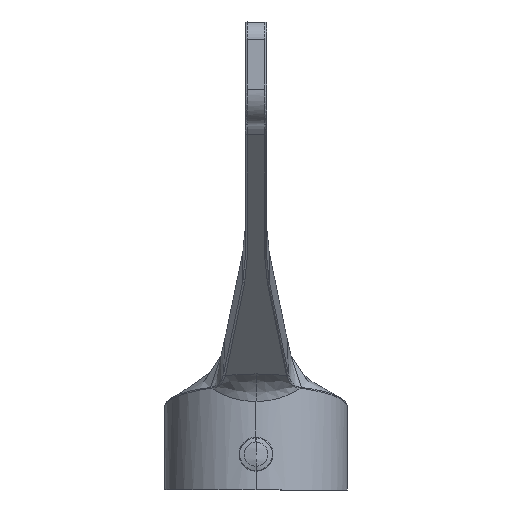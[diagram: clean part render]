
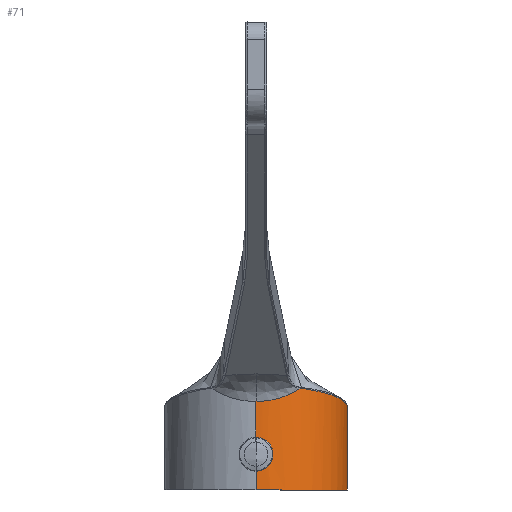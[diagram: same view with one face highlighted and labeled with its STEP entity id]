
A CAD part, front view. The second image highlights one B-rep face of the part: STEP entity #71.
In plain terms, the highlighted cylindrical face has radius 25.5 mm (diameter 51 mm), a partial arc.
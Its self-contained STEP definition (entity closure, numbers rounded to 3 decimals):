
#71=ADVANCED_FACE('',(#237),#2490,.T.);
#237=FACE_OUTER_BOUND('',#404,.T.);
#404=EDGE_LOOP('',(#740,#741,#742,#743,#744,#745,#746,#747,#748,#749));
#740=ORIENTED_EDGE('',*,*,#1438,.T.);
#741=ORIENTED_EDGE('',*,*,#1439,.T.);
#742=ORIENTED_EDGE('',*,*,#1440,.T.);
#743=ORIENTED_EDGE('',*,*,#1452,.T.);
#744=ORIENTED_EDGE('',*,*,#1441,.T.);
#745=ORIENTED_EDGE('',*,*,#1620,.T.);
#746=ORIENTED_EDGE('',*,*,#1626,.T.);
#747=ORIENTED_EDGE('',*,*,#1627,.T.);
#748=ORIENTED_EDGE('',*,*,#1634,.T.);
#749=ORIENTED_EDGE('',*,*,#1445,.T.);
#1438=EDGE_CURVE('',#2203,#2204,#1804,.T.);
#1439=EDGE_CURVE('',#2204,#2205,#1805,.T.);
#1440=EDGE_CURVE('',#2205,#2206,#2037,.T.);
#1441=EDGE_CURVE('',#2207,#2208,#1806,.T.);
#1445=EDGE_CURVE('',#2212,#2203,#1810,.T.);
#1452=EDGE_CURVE('',#2206,#2207,#1816,.T.);
#1620=EDGE_CURVE('',#2208,#2209,#1943,.T.);
#1626=EDGE_CURVE('',#2209,#2210,#1946,.T.);
#1627=EDGE_CURVE('',#2210,#2211,#1947,.T.);
#1634=EDGE_CURVE('',#2211,#2212,#1952,.T.);
#1804=B_SPLINE_CURVE_WITH_KNOTS('',3,(#7148,#7149,#7150,#7151,#7152,#7153,
#7154,#7155,#7156,#7157,#7158,#7159,#7160,#7161),.UNSPECIFIED.,.F.,.F.,
(4,1,1,1,1,1,1,1,1,1,1,4),(0.,0.967,1.935,2.902,
3.87,4.837,5.805,6.772,7.739,
8.707,9.674,10.642),.UNSPECIFIED.);
#1805=B_SPLINE_CURVE_WITH_KNOTS('',1,(#7162,#7163),.UNSPECIFIED.,.F.,.F.,
(2,2),(0.,6.65),.UNSPECIFIED.);
#1806=B_SPLINE_CURVE_WITH_KNOTS('',1,(#7167,#7168),.UNSPECIFIED.,.F.,.F.,
(2,2),(0.,12.185),.UNSPECIFIED.);
#1810=B_SPLINE_CURVE_WITH_KNOTS('',1,(#7187,#7188),.UNSPECIFIED.,.F.,.F.,
(2,2),(-11.37,0.),.UNSPECIFIED.);
#1816=B_SPLINE_CURVE_WITH_KNOTS('',3,(#7223,#7224,#7225,#7226,#7227,#7228,
#7229,#7230,#7231),.UNSPECIFIED.,.F.,.F.,(4,1,1,1,1,1,4),(-40.719,
-35.629,-30.539,-20.359,-10.18,
-5.09,0.),.UNSPECIFIED.);
#1943=B_SPLINE_CURVE_WITH_KNOTS('',3,(#8214,#8215,#8216,#8217,#8218,#8219,
#8220),.UNSPECIFIED.,.F.,.F.,(4,1,1,1,4),(-14.814,-11.11,
-7.407,-3.703,0.),.UNSPECIFIED.);
#1946=B_SPLINE_CURVE_WITH_KNOTS('',3,(#8273,#8274,#8275,#8276,#8277,#8278,
#8279,#8280,#8281,#8282,#8283,#8284,#8285,#8286,#8287,#8288,#8289,#8290,
#8291,#8292,#8293,#8294,#8295,#8296,#8297,#8298,#8299),.UNSPECIFIED.,.F.,
 .F.,(4,1,1,1,1,1,1,1,1,1,1,1,1,1,1,1,1,1,1,1,1,1,1,1,4),(-53.251,
-51.032,-48.813,-46.594,-44.375,
-42.157,-39.938,-37.719,-35.5,-33.282,
-31.063,-28.844,-26.625,-24.406,
-22.188,-19.969,-17.75,-15.531,
-13.313,-11.094,-8.875,-6.656,-4.438,
-2.219,0.),.UNSPECIFIED.);
#1947=B_SPLINE_CURVE_WITH_KNOTS('',3,(#8300,#8301,#8302,#8303,#8304),
 .UNSPECIFIED.,.F.,.F.,(4,1,4),(-0.098,-0.049,
0.),.UNSPECIFIED.);
#1952=B_SPLINE_CURVE_WITH_KNOTS('',3,(#8356,#8357,#8358,#8359,#8360,#8361,
#8362),.UNSPECIFIED.,.F.,.F.,(4,1,1,1,4),(-13.895,-10.54,
-7.027,-3.513,0.),.UNSPECIFIED.);
#2037=(
BOUNDED_CURVE()
B_SPLINE_CURVE(2,(#7164,#7165,#7166),.UNSPECIFIED.,.F.,.F.)
B_SPLINE_CURVE_WITH_KNOTS((3,3),(0.,51.),.UNSPECIFIED.)
CURVE()
GEOMETRIC_REPRESENTATION_ITEM()
RATIONAL_B_SPLINE_CURVE((1.,0.707,1.))
REPRESENTATION_ITEM('')
);
#2203=VERTEX_POINT('',#6976);
#2204=VERTEX_POINT('',#6977);
#2205=VERTEX_POINT('',#6978);
#2206=VERTEX_POINT('',#6979);
#2207=VERTEX_POINT('',#6980);
#2208=VERTEX_POINT('',#6981);
#2209=VERTEX_POINT('',#6982);
#2210=VERTEX_POINT('',#6983);
#2211=VERTEX_POINT('',#6984);
#2212=VERTEX_POINT('',#6985);
#2490=CYLINDRICAL_SURFACE('',#2583,25.5);
#2583=AXIS2_PLACEMENT_3D('',#3534,#2684,$);
#2684=DIRECTION('',(0.,0.,1.));
#3534=CARTESIAN_POINT('',(0.,0.,14.226));
#6976=CARTESIAN_POINT('',(0.,-25.5,13.35));
#6977=CARTESIAN_POINT('',(0.,-25.5,6.65));
#6978=CARTESIAN_POINT('',(0.,-25.5,0.));
#6979=CARTESIAN_POINT('',(25.5,0.,0.));
#6980=CARTESIAN_POINT('',(0.,25.5,4.496));
#6981=CARTESIAN_POINT('',(0.,25.5,16.681));
#6982=CARTESIAN_POINT('',(13.833,21.422,18.546));
#6983=CARTESIAN_POINT('',(12.678,-22.125,28.437));
#6984=CARTESIAN_POINT('',(12.595,-22.173,28.453));
#6985=CARTESIAN_POINT('',(0.,-25.5,24.72));
#7148=CARTESIAN_POINT('',(0.,-25.5,13.35));
#7149=CARTESIAN_POINT('',(0.363,-25.5,13.35));
#7150=CARTESIAN_POINT('',(1.055,-25.485,13.241));
#7151=CARTESIAN_POINT('',(2.062,-25.422,12.718));
#7152=CARTESIAN_POINT('',(2.811,-25.347,11.925));
#7153=CARTESIAN_POINT('',(3.271,-25.29,10.949));
#7154=CARTESIAN_POINT('',(3.395,-25.273,9.934));
#7155=CARTESIAN_POINT('',(3.25,-25.292,9.048));
#7156=CARTESIAN_POINT('',(2.91,-25.335,8.269));
#7157=CARTESIAN_POINT('',(2.382,-25.391,7.591));
#7158=CARTESIAN_POINT('',(1.677,-25.449,7.054));
#7159=CARTESIAN_POINT('',(0.841,-25.491,6.719));
#7160=CARTESIAN_POINT('',(0.285,-25.5,6.65));
#7161=CARTESIAN_POINT('',(0.,-25.5,6.65));
#7162=CARTESIAN_POINT('',(0.,-25.5,6.65));
#7163=CARTESIAN_POINT('',(0.,-25.5,0.));
#7164=CARTESIAN_POINT('',(0.,-25.5,0.));
#7165=CARTESIAN_POINT('',(25.5,-25.5,0.));
#7166=CARTESIAN_POINT('',(25.5,0.,0.));
#7167=CARTESIAN_POINT('',(0.,25.5,4.496));
#7168=CARTESIAN_POINT('',(0.,25.5,16.681));
#7187=CARTESIAN_POINT('',(0.,-25.5,24.72));
#7188=CARTESIAN_POINT('',(0.,-25.5,13.35));
#7223=CARTESIAN_POINT('',(25.5,0.,0.));
#7224=CARTESIAN_POINT('',(25.5,2.109,0.372));
#7225=CARTESIAN_POINT('',(25.004,5.839,1.029));
#7226=CARTESIAN_POINT('',(22.829,12.132,2.139));
#7227=CARTESIAN_POINT('',(18.433,18.347,3.235));
#7228=CARTESIAN_POINT('',(12.229,22.781,4.017));
#7229=CARTESIAN_POINT('',(5.907,24.991,4.407));
#7230=CARTESIAN_POINT('',(2.141,25.5,4.496));
#7231=CARTESIAN_POINT('',(0.,25.5,4.496));
#8214=CARTESIAN_POINT('',(0.,25.5,16.681));
#8215=CARTESIAN_POINT('',(1.201,25.5,16.682));
#8216=CARTESIAN_POINT('',(3.609,25.33,16.759));
#8217=CARTESIAN_POINT('',(7.165,24.563,17.11));
#8218=CARTESIAN_POINT('',(10.608,23.287,17.693));
#8219=CARTESIAN_POINT('',(12.787,22.097,18.237));
#8220=CARTESIAN_POINT('',(13.833,21.422,18.546));
#8273=CARTESIAN_POINT('',(13.833,21.422,18.546));
#8274=CARTESIAN_POINT('',(14.498,20.993,18.639));
#8275=CARTESIAN_POINT('',(15.884,20.009,18.853));
#8276=CARTESIAN_POINT('',(18.042,18.107,19.269));
#8277=CARTESIAN_POINT('',(20.222,15.666,19.803));
#8278=CARTESIAN_POINT('',(22.314,12.554,20.486));
#8279=CARTESIAN_POINT('',(24.042,8.827,21.305));
#8280=CARTESIAN_POINT('',(25.106,4.977,22.155));
#8281=CARTESIAN_POINT('',(25.534,1.427,22.941));
#8282=CARTESIAN_POINT('',(25.499,-1.744,23.647));
#8283=CARTESIAN_POINT('',(25.136,-4.565,24.278));
#8284=CARTESIAN_POINT('',(24.543,-7.064,24.84));
#8285=CARTESIAN_POINT('',(23.788,-9.275,25.342));
#8286=CARTESIAN_POINT('',(22.928,-11.221,25.788));
#8287=CARTESIAN_POINT('',(22.013,-12.915,26.179));
#8288=CARTESIAN_POINT('',(21.078,-14.384,26.523));
#8289=CARTESIAN_POINT('',(20.139,-15.667,26.826));
#8290=CARTESIAN_POINT('',(19.201,-16.8,27.097));
#8291=CARTESIAN_POINT('',(18.267,-17.809,27.342));
#8292=CARTESIAN_POINT('',(17.354,-18.697,27.56));
#8293=CARTESIAN_POINT('',(16.481,-19.469,27.753));
#8294=CARTESIAN_POINT('',(15.654,-20.138,27.922));
#8295=CARTESIAN_POINT('',(14.869,-20.723,28.072));
#8296=CARTESIAN_POINT('',(14.138,-21.227,28.203));
#8297=CARTESIAN_POINT('',(13.446,-21.672,28.319));
#8298=CARTESIAN_POINT('',(12.938,-21.976,28.398));
#8299=CARTESIAN_POINT('',(12.678,-22.125,28.437));
#8300=CARTESIAN_POINT('',(12.678,-22.125,28.437));
#8301=CARTESIAN_POINT('',(12.664,-22.133,28.44));
#8302=CARTESIAN_POINT('',(12.636,-22.149,28.445));
#8303=CARTESIAN_POINT('',(12.608,-22.165,28.45));
#8304=CARTESIAN_POINT('',(12.595,-22.173,28.453));
#8356=CARTESIAN_POINT('',(12.595,-22.173,28.453));
#8357=CARTESIAN_POINT('',(11.773,-22.639,27.919));
#8358=CARTESIAN_POINT('',(9.985,-23.534,26.905));
#8359=CARTESIAN_POINT('',(6.843,-24.649,25.661));
#8360=CARTESIAN_POINT('',(3.366,-25.357,24.877));
#8361=CARTESIAN_POINT('',(1.115,-25.5,24.72));
#8362=CARTESIAN_POINT('',(0.,-25.5,24.72));
